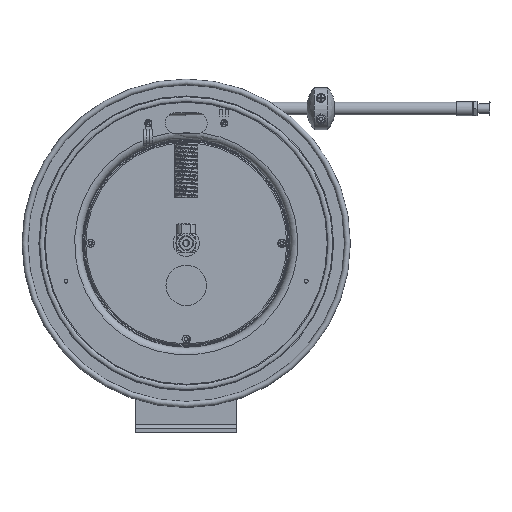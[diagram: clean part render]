
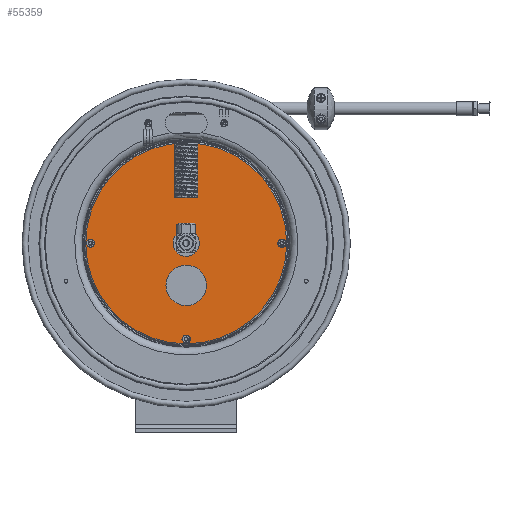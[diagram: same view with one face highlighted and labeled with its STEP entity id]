
A CAD part, top view. The second image highlights one B-rep face of the part: STEP entity #55359.
In plain terms, the highlighted planar face has unit normal (0, 0, 1).
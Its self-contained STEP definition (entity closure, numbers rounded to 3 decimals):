
#3429=FACE_BOUND('',#9135,.T.);
#3430=FACE_BOUND('',#9136,.T.);
#3431=FACE_BOUND('',#9137,.T.);
#3432=FACE_BOUND('',#9138,.T.);
#3433=FACE_BOUND('',#9139,.T.);
#5142=CIRCLE('',#59195,5.97);
#5143=CIRCLE('',#59196,0.655);
#5144=CIRCLE('',#59197,0.14);
#5145=CIRCLE('',#59198,0.14);
#5146=CIRCLE('',#59199,0.14);
#5147=CIRCLE('',#59200,0.14);
#7108=FACE_OUTER_BOUND('',#9134,.T.);
#9134=EDGE_LOOP('',(#45814));
#9135=EDGE_LOOP('',(#45815));
#9136=EDGE_LOOP('',(#45816));
#9137=EDGE_LOOP('',(#45817));
#9138=EDGE_LOOP('',(#45818));
#9139=EDGE_LOOP('',(#45819));
#25045=VERTEX_POINT('',#91682);
#25046=VERTEX_POINT('',#91684);
#25047=VERTEX_POINT('',#91686);
#25048=VERTEX_POINT('',#91688);
#25049=VERTEX_POINT('',#91690);
#25050=VERTEX_POINT('',#91692);
#34165=EDGE_CURVE('',#25045,#25045,#5142,.T.);
#34166=EDGE_CURVE('',#25046,#25046,#5143,.T.);
#34167=EDGE_CURVE('',#25047,#25047,#5144,.T.);
#34168=EDGE_CURVE('',#25048,#25048,#5145,.T.);
#34169=EDGE_CURVE('',#25049,#25049,#5146,.T.);
#34170=EDGE_CURVE('',#25050,#25050,#5147,.T.);
#45814=ORIENTED_EDGE('',*,*,#34165,.F.);
#45815=ORIENTED_EDGE('',*,*,#34166,.T.);
#45816=ORIENTED_EDGE('',*,*,#34167,.T.);
#45817=ORIENTED_EDGE('',*,*,#34168,.T.);
#45818=ORIENTED_EDGE('',*,*,#34169,.T.);
#45819=ORIENTED_EDGE('',*,*,#34170,.T.);
#52082=PLANE('',#59194);
#55359=ADVANCED_FACE('',(#7108,#3429,#3430,#3431,#3432,#3433),#52082,.T.);
#59194=AXIS2_PLACEMENT_3D('',#91681,#68430,#68431);
#59195=AXIS2_PLACEMENT_3D('',#91683,#68432,#68433);
#59196=AXIS2_PLACEMENT_3D('',#91685,#68434,#68435);
#59197=AXIS2_PLACEMENT_3D('',#91687,#68436,#68437);
#59198=AXIS2_PLACEMENT_3D('',#91689,#68438,#68439);
#59199=AXIS2_PLACEMENT_3D('',#91691,#68440,#68441);
#59200=AXIS2_PLACEMENT_3D('',#91693,#68442,#68443);
#68430=DIRECTION('center_axis',(0.,0.,
1.));
#68431=DIRECTION('ref_axis',(-1.,0.,0.));
#68432=DIRECTION('center_axis',(0.,0.,
-1.));
#68433=DIRECTION('ref_axis',(-1.,0.,0.));
#68434=DIRECTION('center_axis',(0.,0.,
-1.));
#68435=DIRECTION('ref_axis',(1.,0.,0.));
#68436=DIRECTION('center_axis',(0.,0.,
-1.));
#68437=DIRECTION('ref_axis',(-1.,0.,0.));
#68438=DIRECTION('center_axis',(0.,0.,
-1.));
#68439=DIRECTION('ref_axis',(-1.,0.,0.));
#68440=DIRECTION('center_axis',(0.,0.,
-1.));
#68441=DIRECTION('ref_axis',(-1.,0.,0.));
#68442=DIRECTION('center_axis',(0.,0.,
-1.));
#68443=DIRECTION('ref_axis',(-1.,0.,0.));
#91681=CARTESIAN_POINT('Origin',(0.,11.252,
4.62));
#91682=CARTESIAN_POINT('',(5.97,11.252,4.62));
#91683=CARTESIAN_POINT('Origin',(0.,11.252,
4.62));
#91684=CARTESIAN_POINT('',(-0.655,11.252,4.62));
#91685=CARTESIAN_POINT('Origin',(0.,11.252,
4.62));
#91686=CARTESIAN_POINT('',(-5.828,11.252,4.62));
#91687=CARTESIAN_POINT('Origin',(-5.688,11.252,4.62));
#91688=CARTESIAN_POINT('',(5.547,11.252,4.62));
#91689=CARTESIAN_POINT('Origin',(5.687,11.252,4.62));
#91690=CARTESIAN_POINT('',(-0.14,5.564,4.62));
#91691=CARTESIAN_POINT('Origin',(0.,5.564,
4.62));
#91692=CARTESIAN_POINT('',(-0.14,16.939,4.62));
#91693=CARTESIAN_POINT('Origin',(0.,16.939,
4.62));
